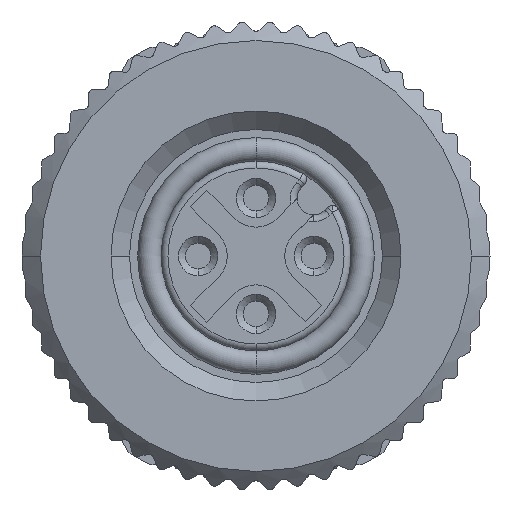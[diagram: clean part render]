
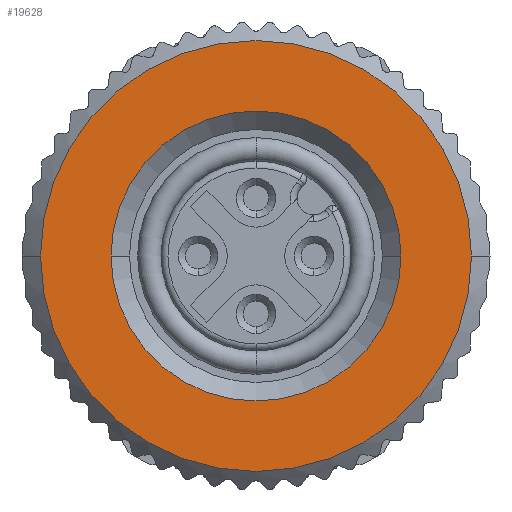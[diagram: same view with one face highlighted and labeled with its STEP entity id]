
A CAD part, left-side view. The second image highlights one B-rep face of the part: STEP entity #19628.
In plain terms, the highlighted planar face has unit normal (-1, 0, 0).
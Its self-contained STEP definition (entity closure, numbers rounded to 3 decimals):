
#194=CARTESIAN_POINT('',(0.75,0.,0.));
#195=DIRECTION('',(-1.,0.,0.));
#196=DIRECTION('',(0.,-1.,0.));
#197=AXIS2_PLACEMENT_3D('',#194,#195,#196);
#202=CARTESIAN_POINT('',(0.75,0.,0.));
#203=DIRECTION('',(-1.,0.,0.));
#204=DIRECTION('',(0.,1.,0.));
#205=AXIS2_PLACEMENT_3D('',#202,#203,#204);
#210=CARTESIAN_POINT('',(0.75,0.,0.));
#211=DIRECTION('',(1.,0.,0.));
#212=DIRECTION('',(0.,-1.,0.));
#213=AXIS2_PLACEMENT_3D('',#210,#211,#212);
#218=CARTESIAN_POINT('',(0.75,0.,0.));
#219=DIRECTION('',(1.,0.,0.));
#220=DIRECTION('',(0.,1.,0.));
#221=AXIS2_PLACEMENT_3D('',#218,#219,#220);
#17442=CARTESIAN_POINT('',(0.75,9.3,0.));
#17443=VERTEX_POINT('',#17442);
#17444=CARTESIAN_POINT('',(0.75,-9.3,0.));
#17445=VERTEX_POINT('',#17444);
#17552=CARTESIAN_POINT('',(0.75,-6.259,0.));
#17554=VERTEX_POINT('',#17552);
#17555=CARTESIAN_POINT('',(0.75,6.259,0.));
#17556=VERTEX_POINT('',#17555);
#19613=CARTESIAN_POINT('',(0.75,0.,0.));
#19614=DIRECTION('',(-1.,0.,0.));
#19615=DIRECTION('',(0.,0.,1.));
#19616=AXIS2_PLACEMENT_3D('',#19613,#19614,#19615);
#19617=PLANE('',#19616);
#19619=ORIENTED_EDGE('',*,*,#19618,.F.);
#19621=ORIENTED_EDGE('',*,*,#19620,.F.);
#19622=EDGE_LOOP('',(#19619,#19621));
#19623=FACE_OUTER_BOUND('',#19622,.F.);
#19624=ORIENTED_EDGE('',*,*,#19592,.F.);
#19625=ORIENTED_EDGE('',*,*,#19608,.F.);
#19626=EDGE_LOOP('',(#19624,#19625));
#19627=FACE_BOUND('',#19626,.F.);
#19628=ADVANCED_FACE('',(#19623,#19627),#19617,.T.);
#198=CIRCLE('',#197,9.3);
#206=CIRCLE('',#205,9.3);
#214=CIRCLE('',#213,6.259);
#222=CIRCLE('',#221,6.259);
#19592=EDGE_CURVE('',#17554,#17556,#214,.T.);
#19608=EDGE_CURVE('',#17556,#17554,#222,.T.);
#19618=EDGE_CURVE('',#17445,#17443,#198,.T.);
#19620=EDGE_CURVE('',#17443,#17445,#206,.T.);
